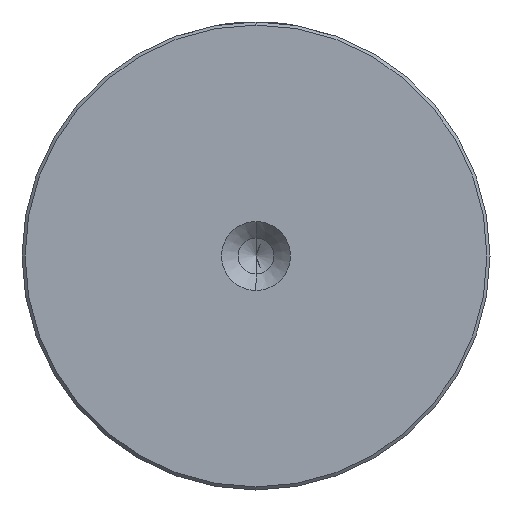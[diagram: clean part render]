
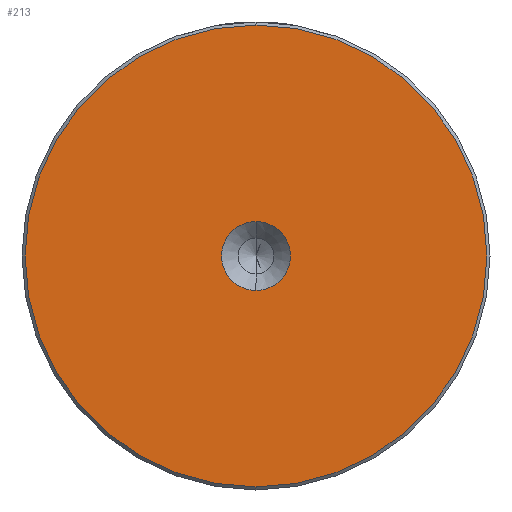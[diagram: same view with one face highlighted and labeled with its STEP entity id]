
A CAD part, left-side view. The second image highlights one B-rep face of the part: STEP entity #213.
In plain terms, the highlighted planar face has unit normal (-1, 0, 0).
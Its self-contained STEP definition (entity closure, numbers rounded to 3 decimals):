
#37 = DIRECTION ( 'NONE',  ( 0., 0., 1. ) ) ;
#59 = EDGE_CURVE ( 'NONE', #742, #579, #2170, .T. ) ;
#64 = CARTESIAN_POINT ( 'NONE',  ( 0., 0., -37.5 ) ) ;
#65 = DIRECTION ( 'NONE',  ( -1., 0., 0. ) ) ;
#88 = CARTESIAN_POINT ( 'NONE',  ( 0., 0., 0. ) ) ;
#213 = ADVANCED_FACE ( 'NONE', ( #2505, #1998 ), #1768, .T. ) ;
#258 = CARTESIAN_POINT ( 'NONE',  ( 0., 0., 0. ) ) ;
#341 = EDGE_CURVE ( 'NONE', #579, #742, #1301, .T. ) ;
#342 = ORIENTED_EDGE ( 'NONE', *, *, #662, .T. ) ;
#455 = DIRECTION ( 'NONE',  ( 0., 0., 1. ) ) ;
#552 = DIRECTION ( 'NONE',  ( 0., 0., 1. ) ) ;
#563 = DIRECTION ( 'NONE',  ( -1., 0., 0. ) ) ;
#567 = CARTESIAN_POINT ( 'NONE',  ( 0., 0., 0. ) ) ;
#579 = VERTEX_POINT ( 'NONE', #1843 ) ;
#608 = VERTEX_POINT ( 'NONE', #1063 ) ;
#662 = EDGE_CURVE ( 'NONE', #608, #1769, #941, .T. ) ;
#696 = CIRCLE ( 'NONE', #1620, 37.5 ) ;
#742 = VERTEX_POINT ( 'NONE', #1528 ) ;
#865 = AXIS2_PLACEMENT_3D ( 'NONE', #1900, #1872, #1724 ) ;
#916 = ORIENTED_EDGE ( 'NONE', *, *, #1983, .T. ) ;
#941 = CIRCLE ( 'NONE', #865, 37.5 ) ;
#964 = AXIS2_PLACEMENT_3D ( 'NONE', #2329, #1753, #1747 ) ;
#1063 = CARTESIAN_POINT ( 'NONE',  ( 0., 0., 37.5 ) ) ;
#1151 = AXIS2_PLACEMENT_3D ( 'NONE', #88, #65, #37 ) ;
#1301 = CIRCLE ( 'NONE', #2280, 5.6 ) ;
#1528 = CARTESIAN_POINT ( 'NONE',  ( 0., 0., -5.6 ) ) ;
#1574 = EDGE_LOOP ( 'NONE', ( #916, #342 ) ) ;
#1620 = AXIS2_PLACEMENT_3D ( 'NONE', #258, #1626, #455 ) ;
#1626 = DIRECTION ( 'NONE',  ( -1., 0., 0. ) ) ;
#1724 = DIRECTION ( 'NONE',  ( 0., 0., 1. ) ) ;
#1747 = DIRECTION ( 'NONE',  ( 0., 0., 1. ) ) ;
#1752 = ORIENTED_EDGE ( 'NONE', *, *, #341, .F. ) ;
#1753 = DIRECTION ( 'NONE',  ( -1., 0., 0. ) ) ;
#1768 = PLANE ( 'NONE',  #964 ) ;
#1769 = VERTEX_POINT ( 'NONE', #64 ) ;
#1843 = CARTESIAN_POINT ( 'NONE',  ( 0., 0., 5.6 ) ) ;
#1872 = DIRECTION ( 'NONE',  ( -1., 0., 0. ) ) ;
#1900 = CARTESIAN_POINT ( 'NONE',  ( 0., 0., 0. ) ) ;
#1948 = EDGE_LOOP ( 'NONE', ( #1752, #2132 ) ) ;
#1983 = EDGE_CURVE ( 'NONE', #1769, #608, #696, .T. ) ;
#1998 = FACE_BOUND ( 'NONE', #1948, .T. ) ;
#2132 = ORIENTED_EDGE ( 'NONE', *, *, #59, .F. ) ;
#2170 = CIRCLE ( 'NONE', #1151, 5.6 ) ;
#2280 = AXIS2_PLACEMENT_3D ( 'NONE', #567, #563, #552 ) ;
#2329 = CARTESIAN_POINT ( 'NONE',  ( 0., 0., 0. ) ) ;
#2505 = FACE_OUTER_BOUND ( 'NONE', #1574, .T. ) ;
